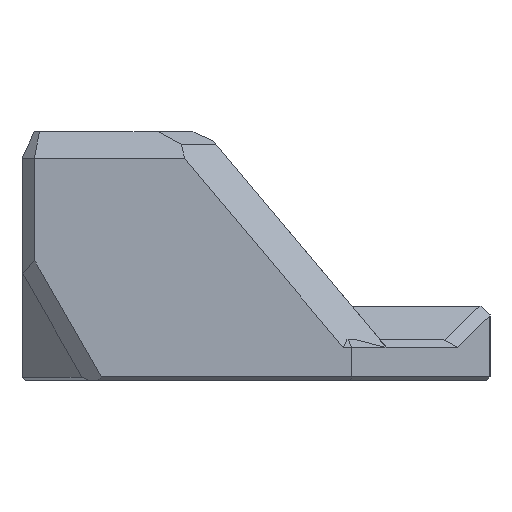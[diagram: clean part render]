
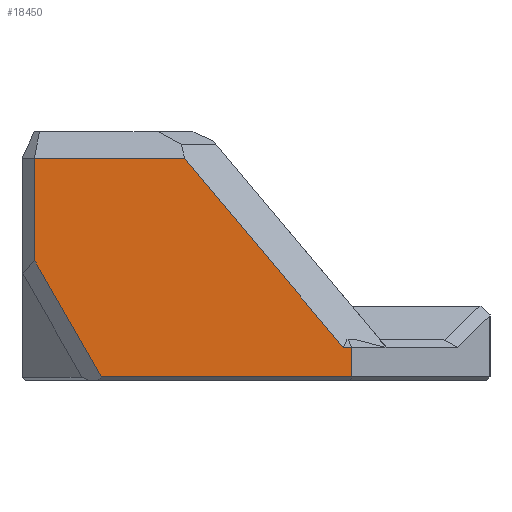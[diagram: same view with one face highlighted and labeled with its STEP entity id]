
A CAD part, left-side view. The second image highlights one B-rep face of the part: STEP entity #18450.
In plain terms, the highlighted planar face has unit normal (-1, 0, 0).
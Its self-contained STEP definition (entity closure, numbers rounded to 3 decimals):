
#560=PLANE('',#19260);
#1202=FACE_OUTER_BOUND('',#2280,.T.);
#2280=EDGE_LOOP('',(#14057,#14058,#14059,#14060,#14061,#14062,#14063));
#3491=LINE('',#29726,#4997);
#3509=LINE('',#29760,#5015);
#3532=LINE('',#29808,#5038);
#3571=LINE('',#29882,#5077);
#3572=LINE('',#29885,#5078);
#3573=LINE('',#29887,#5079);
#3574=LINE('',#29888,#5080);
#4997=VECTOR('',#20570,10.);
#5015=VECTOR('',#20606,10.);
#5038=VECTOR('',#20643,10.);
#5077=VECTOR('',#20712,10.);
#5078=VECTOR('',#20715,10.);
#5079=VECTOR('',#20716,10.);
#5080=VECTOR('',#20717,10.);
#7849=VERTEX_POINT('',#29724);
#7850=VERTEX_POINT('',#29725);
#7857=VERTEX_POINT('',#29759);
#7874=VERTEX_POINT('',#29805);
#7875=VERTEX_POINT('',#29807);
#7896=VERTEX_POINT('',#29884);
#7897=VERTEX_POINT('',#29886);
#10040=EDGE_CURVE('',#7849,#7850,#3491,.T.);
#10058=EDGE_CURVE('',#7850,#7857,#3509,.T.);
#10081=EDGE_CURVE('',#7874,#7875,#3532,.T.);
#10120=EDGE_CURVE('',#7849,#7875,#3571,.T.);
#10121=EDGE_CURVE('',#7896,#7874,#3572,.T.);
#10122=EDGE_CURVE('',#7897,#7896,#3573,.T.);
#10123=EDGE_CURVE('',#7857,#7897,#3574,.T.);
#14057=ORIENTED_EDGE('',*,*,#10040,.F.);
#14058=ORIENTED_EDGE('',*,*,#10120,.T.);
#14059=ORIENTED_EDGE('',*,*,#10081,.F.);
#14060=ORIENTED_EDGE('',*,*,#10121,.F.);
#14061=ORIENTED_EDGE('',*,*,#10122,.F.);
#14062=ORIENTED_EDGE('',*,*,#10123,.F.);
#14063=ORIENTED_EDGE('',*,*,#10058,.F.);
#18450=ADVANCED_FACE('',(#1202),#560,.T.);
#19260=AXIS2_PLACEMENT_3D('',#29883,#20713,#20714);
#20570=DIRECTION('',(0.,1.,0.));
#20606=DIRECTION('',(0.,0.497,0.868));
#20643=DIRECTION('',(0.,-1.,0.));
#20712=DIRECTION('',(0.,0.,1.));
#20713=DIRECTION('center_axis',(-1.,0.,0.));
#20714=DIRECTION('ref_axis',(0.,-1.,0.));
#20715=DIRECTION('',(0.,-0.643,-0.766));
#20716=DIRECTION('',(0.,-1.,0.));
#20717=DIRECTION('',(0.,0.,1.));
#29724=CARTESIAN_POINT('',(-75.07,-10.,0.4));
#29725=CARTESIAN_POINT('',(-75.07,20.376,0.4));
#29726=CARTESIAN_POINT('',(-75.07,15.8,0.4));
#29759=CARTESIAN_POINT('',(-75.07,28.5,14.593));
#29760=CARTESIAN_POINT('',(-75.07,19.179,-1.691));
#29805=CARTESIAN_POINT('',(-75.07,-8.974,4.));
#29807=CARTESIAN_POINT('',(-75.07,-10.,4.));
#29808=CARTESIAN_POINT('',(-75.07,5.8,4.));
#29882=CARTESIAN_POINT('',(-75.07,-10.,0.));
#29883=CARTESIAN_POINT('Origin',(-75.07,30.,0.));
#29884=CARTESIAN_POINT('',(-75.07,10.269,26.933));
#29885=CARTESIAN_POINT('',(-75.07,-3.781,10.189));
#29886=CARTESIAN_POINT('',(-75.07,28.5,26.933));
#29887=CARTESIAN_POINT('',(-75.07,20.,26.933));
#29888=CARTESIAN_POINT('',(-75.07,28.5,0.));
